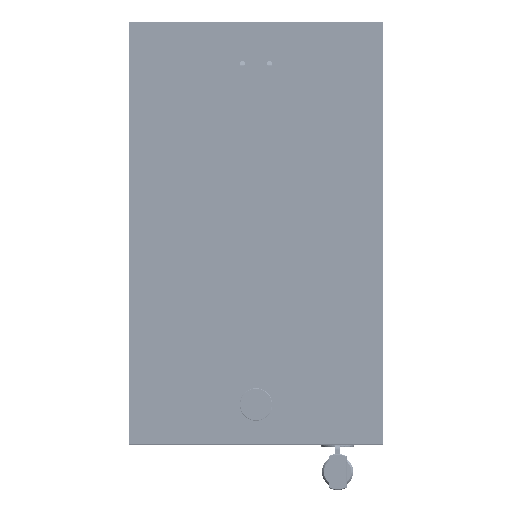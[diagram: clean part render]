
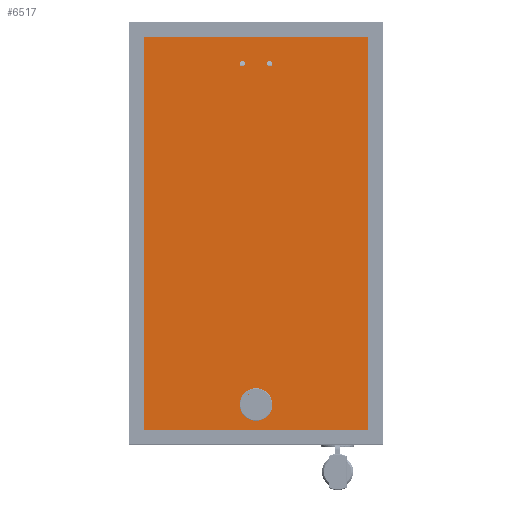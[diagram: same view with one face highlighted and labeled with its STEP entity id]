
A CAD part, top view. The second image highlights one B-rep face of the part: STEP entity #6517.
In plain terms, the highlighted free-form (B-spline) face has degree [1, 1] with [2, 2] control points.
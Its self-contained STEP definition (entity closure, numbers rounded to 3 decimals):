
#6249 = VERTEX_POINT('',#6250);
#6250 = CARTESIAN_POINT('',(222.632,591.733,
    610.774));
#6268 = EDGE_CURVE('',#6249,#6249,#6269,.T.);
#6269 = ( BOUNDED_CURVE() B_SPLINE_CURVE(2,(#6270,#6271,#6272,#6273,
#6274,#6275,#6276),.UNSPECIFIED.,.T.,.F.) B_SPLINE_CURVE_WITH_KNOTS((3,2
    ,2,3),(3.142,5.236,7.33,9.425),
.PIECEWISE_BEZIER_KNOTS.) CURVE() GEOMETRIC_REPRESENTATION_ITEM() 
RATIONAL_B_SPLINE_CURVE((1.,0.5,1.,0.5,1.,0.5,1.)) REPRESENTATION_ITEM(
  '') );
#6270 = CARTESIAN_POINT('',(222.632,591.733,
    610.774));
#6271 = CARTESIAN_POINT('',(222.632,599.344,
    610.774));
#6272 = CARTESIAN_POINT('',(229.223,595.538,
    610.774));
#6273 = CARTESIAN_POINT('',(235.814,591.733,
    610.774));
#6274 = CARTESIAN_POINT('',(229.223,587.928,
    610.774));
#6275 = CARTESIAN_POINT('',(222.632,584.122,
    610.774));
#6276 = CARTESIAN_POINT('',(222.632,591.733,
    610.774));
#6301 = VERTEX_POINT('',#6302);
#6302 = CARTESIAN_POINT('',(178.692,591.733,
    610.774));
#6320 = EDGE_CURVE('',#6301,#6301,#6321,.T.);
#6321 = ( BOUNDED_CURVE() B_SPLINE_CURVE(2,(#6322,#6323,#6324,#6325,
#6326,#6327,#6328),.UNSPECIFIED.,.T.,.F.) B_SPLINE_CURVE_WITH_KNOTS((3,2
    ,2,3),(3.142,5.236,7.33,9.425),
.PIECEWISE_BEZIER_KNOTS.) CURVE() GEOMETRIC_REPRESENTATION_ITEM() 
RATIONAL_B_SPLINE_CURVE((1.,0.5,1.,0.5,1.,0.5,1.)) REPRESENTATION_ITEM(
  '') );
#6322 = CARTESIAN_POINT('',(178.692,591.733,
    610.774));
#6323 = CARTESIAN_POINT('',(178.692,599.344,
    610.774));
#6324 = CARTESIAN_POINT('',(185.283,595.538,
    610.774));
#6325 = CARTESIAN_POINT('',(191.874,591.733,
    610.774));
#6326 = CARTESIAN_POINT('',(185.283,587.928,
    610.774));
#6327 = CARTESIAN_POINT('',(178.692,584.122,
    610.774));
#6328 = CARTESIAN_POINT('',(178.692,591.733,
    610.774));
#6353 = VERTEX_POINT('',#6354);
#6354 = CARTESIAN_POINT('',(225.195,41.011,
    610.774));
#6372 = EDGE_CURVE('',#6353,#6353,#6373,.T.);
#6373 = ( BOUNDED_CURVE() B_SPLINE_CURVE(2,(#6374,#6375,#6376,#6377,
#6378,#6379,#6380),.UNSPECIFIED.,.T.,.F.) B_SPLINE_CURVE_WITH_KNOTS((3,2
    ,2,3),(3.142,5.236,7.33,9.425),
.PIECEWISE_BEZIER_KNOTS.) CURVE() GEOMETRIC_REPRESENTATION_ITEM() 
RATIONAL_B_SPLINE_CURVE((1.,0.5,1.,0.5,1.,0.5,1.)) REPRESENTATION_ITEM(
  '') );
#6374 = CARTESIAN_POINT('',(225.195,41.011,
    610.774));
#6375 = CARTESIAN_POINT('',(225.195,6.129,
    610.774));
#6376 = CARTESIAN_POINT('',(194.986,23.57,
    610.774));
#6377 = CARTESIAN_POINT('',(164.777,41.011,
    610.774));
#6378 = CARTESIAN_POINT('',(194.986,58.452,
    610.774));
#6379 = CARTESIAN_POINT('',(225.195,75.894,
    610.774));
#6380 = CARTESIAN_POINT('',(225.195,41.011,
    610.774));
#6404 = EDGE_CURVE('',#6405,#6407,#6409,.T.);
#6405 = VERTEX_POINT('',#6406);
#6406 = CARTESIAN_POINT('',(23.435,635.674,
    610.774));
#6407 = VERTEX_POINT('',#6408);
#6408 = CARTESIAN_POINT('',(23.435,0.,610.774));
#6409 = B_SPLINE_CURVE_WITH_KNOTS('',1,(#6410,#6411),.UNSPECIFIED.,.F.,
  .F.,(2,2),(-96.498,337.502),.PIECEWISE_BEZIER_KNOTS.);
#6410 = CARTESIAN_POINT('',(23.435,635.674,
    610.774));
#6411 = CARTESIAN_POINT('',(23.435,0.,610.774));
#6449 = VERTEX_POINT('',#6450);
#6450 = CARTESIAN_POINT('',(386.677,0.,610.774));
#6455 = EDGE_CURVE('',#6407,#6449,#6456,.T.);
#6456 = B_SPLINE_CURVE_WITH_KNOTS('',1,(#6457,#6458),.UNSPECIFIED.,.F.,
  .F.,(2,2),(16.,264.),.PIECEWISE_BEZIER_KNOTS.);
#6457 = CARTESIAN_POINT('',(23.435,0.,610.774));
#6458 = CARTESIAN_POINT('',(386.677,0.,610.774));
#6501 = EDGE_CURVE('',#6502,#6405,#6504,.T.);
#6502 = VERTEX_POINT('',#6503);
#6503 = CARTESIAN_POINT('',(386.677,635.674,
    610.774));
#6504 = B_SPLINE_CURVE_WITH_KNOTS('',1,(#6505,#6506),.UNSPECIFIED.,.F.,
  .F.,(2,2),(-194.,54.),.PIECEWISE_BEZIER_KNOTS.);
#6505 = CARTESIAN_POINT('',(386.677,635.674,
    610.774));
#6506 = CARTESIAN_POINT('',(23.435,635.674,
    610.774));
#6517 = ADVANCED_FACE('',(#6518,#6528,#6531,#6534),#6537,.T.);
#6518 = FACE_BOUND('',#6519,.T.);
#6519 = EDGE_LOOP('',(#6520,#6521,#6522,#6527));
#6520 = ORIENTED_EDGE('',*,*,#6404,.T.);
#6521 = ORIENTED_EDGE('',*,*,#6455,.T.);
#6522 = ORIENTED_EDGE('',*,*,#6523,.T.);
#6523 = EDGE_CURVE('',#6449,#6502,#6524,.T.);
#6524 = B_SPLINE_CURVE_WITH_KNOTS('',1,(#6525,#6526),.UNSPECIFIED.,.F.,
  .F.,(2,2),(-337.5,96.5),.PIECEWISE_BEZIER_KNOTS.);
#6525 = CARTESIAN_POINT('',(386.677,0.,610.774));
#6526 = CARTESIAN_POINT('',(386.677,635.674,
    610.774));
#6527 = ORIENTED_EDGE('',*,*,#6501,.T.);
#6528 = FACE_BOUND('',#6529,.T.);
#6529 = EDGE_LOOP('',(#6530));
#6530 = ORIENTED_EDGE('',*,*,#6268,.T.);
#6531 = FACE_BOUND('',#6532,.T.);
#6532 = EDGE_LOOP('',(#6533));
#6533 = ORIENTED_EDGE('',*,*,#6320,.T.);
#6534 = FACE_BOUND('',#6535,.T.);
#6535 = EDGE_LOOP('',(#6536));
#6536 = ORIENTED_EDGE('',*,*,#6372,.T.);
#6537 = B_SPLINE_SURFACE_WITH_KNOTS('',1,1,(
    (#6538,#6539)
    ,(#6540,#6541
    )),.UNSPECIFIED.,.F.,.F.,.F.,(2,2),(2,2),(16.,450.),(16.,264.),
  .PIECEWISE_BEZIER_KNOTS.);
#6538 = CARTESIAN_POINT('',(23.435,635.674,
    610.774));
#6539 = CARTESIAN_POINT('',(386.677,635.674,
    610.774));
#6540 = CARTESIAN_POINT('',(23.435,0.,610.774));
#6541 = CARTESIAN_POINT('',(386.677,0.,610.774));
